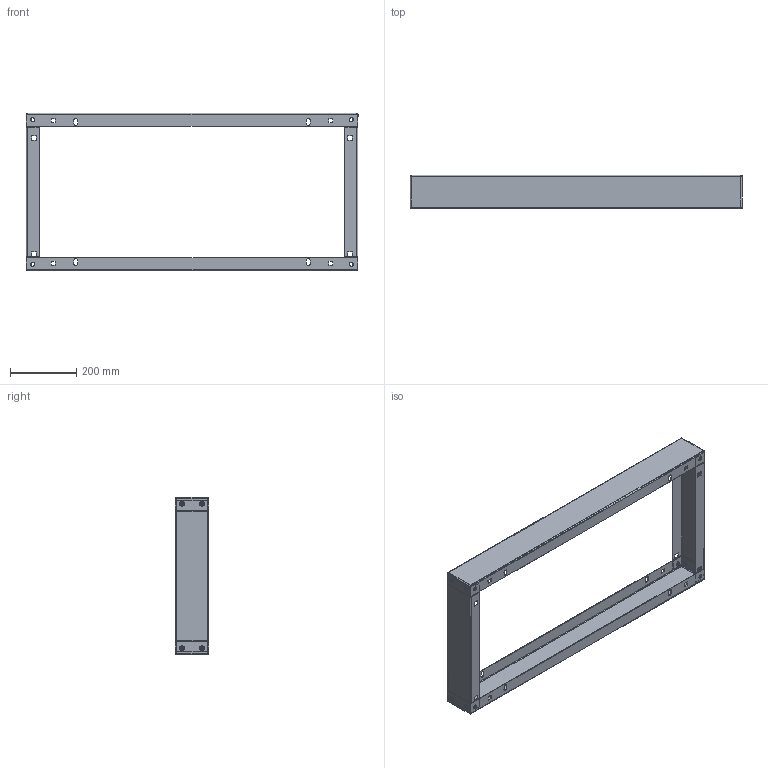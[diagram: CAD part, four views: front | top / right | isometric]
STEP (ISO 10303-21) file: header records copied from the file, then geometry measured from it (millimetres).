
FILE_DESCRIPTION (( 'STEP AP203' ), '1' );
FILE_NAME ('0396-1001-51-17.STEP', '2018-01-10T08:20:19', ( '' ), ( '' ), 'SwSTEP 2.0', 'SolidWorks 2017', '' );
FILE_SCHEMA (( 'CONFIG_CONTROL_DESIGN' ));
Length unit declared in the file: millimetre
Products named in the file (4): 0396-1001-51-17; W0015816~0_PreviewCfg; W0019248~0; W0015684~0
Assembly tree (12 placements, depth 2):
  0396-1001-51-17
    W0015684~0  x2
    W0019248~0  x2
    W0015816~0_PreviewCfg  x8
Bounding box: 1000 x 100 x 475 mm (x, y, z)
Volume: 1029131.2 mm3; surface area: 1050108.8 mm2
Topology: 12 solids, 12 shells, 816 faces, 1992 edges, 1200 vertices
Faces by surface type: plane 424, cone 200, cylinder 160, bspline 16, torus 16
Entity records: 9331 total; most frequent: CARTESIAN_POINT 1865, DIRECTION 1437, ORIENTED_EDGE 1376, EDGE_CURVE 688, AXIS2_PLACEMENT_3D 494, LINE 449, VECTOR 449, VERTEX_POINT 408
